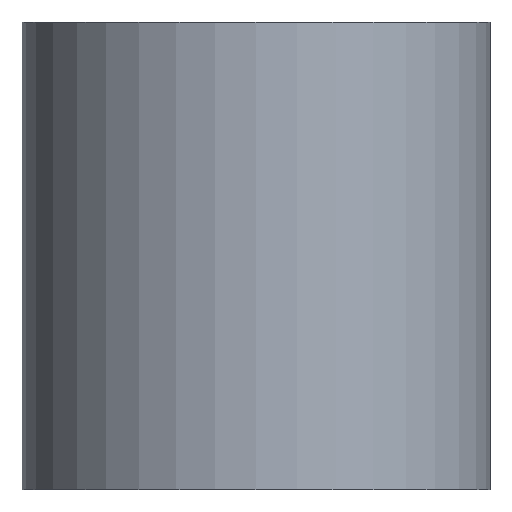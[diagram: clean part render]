
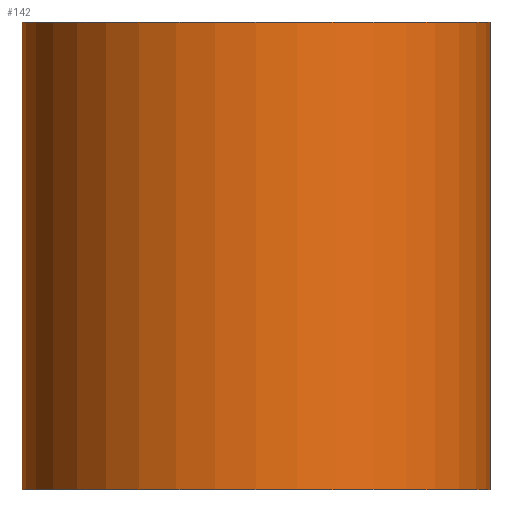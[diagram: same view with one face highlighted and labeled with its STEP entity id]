
A CAD part, front view. The second image highlights one B-rep face of the part: STEP entity #142.
In plain terms, the highlighted cylindrical face has radius 12.5 mm (diameter 25 mm), a partial arc.
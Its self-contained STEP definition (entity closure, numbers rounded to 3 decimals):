
#2 = CARTESIAN_POINT ( 'NONE',  ( 0., 0., 12.5 ) ) ;
#7 = EDGE_CURVE ( 'NONE', #297, #8, #120, .T. ) ;
#8 = VERTEX_POINT ( 'NONE', #230 ) ;
#11 = ORIENTED_EDGE ( 'NONE', *, *, #110, .F. ) ;
#14 = CYLINDRICAL_SURFACE ( 'NONE', #178, 12.5 ) ;
#22 = DIRECTION ( 'NONE',  ( -1., 0., 0. ) ) ;
#23 = DIRECTION ( 'NONE',  ( 0., 0., -1. ) ) ;
#34 = LINE ( 'NONE', #64, #355 ) ;
#44 = VERTEX_POINT ( 'NONE', #47 ) ;
#47 = CARTESIAN_POINT ( 'NONE',  ( -12.5, 0., 12.5 ) ) ;
#49 = DIRECTION ( 'NONE',  ( 0., 0., 1. ) ) ;
#64 = CARTESIAN_POINT ( 'NONE',  ( 12.5, 0., -12.5 ) ) ;
#69 = EDGE_LOOP ( 'NONE', ( #11, #370, #260, #313 ) ) ;
#78 = DIRECTION ( 'NONE',  ( 0., 0., 1. ) ) ;
#110 = EDGE_CURVE ( 'NONE', #297, #44, #191, .T. ) ;
#120 = CIRCLE ( 'NONE', #305, 12.5 ) ;
#122 = DIRECTION ( 'NONE',  ( 0., 0., 1. ) ) ;
#127 = CARTESIAN_POINT ( 'NONE',  ( -12.5, 0., -12.5 ) ) ;
#142 = ADVANCED_FACE ( 'NONE', ( #269 ), #14, .T. ) ;
#143 = DIRECTION ( 'NONE',  ( -1., 0., 0. ) ) ;
#178 = AXIS2_PLACEMENT_3D ( 'NONE', #377, #23, #143 ) ;
#191 = LINE ( 'NONE', #199, #361 ) ;
#199 = CARTESIAN_POINT ( 'NONE',  ( -12.5, 0., -12.5 ) ) ;
#202 = AXIS2_PLACEMENT_3D ( 'NONE', #2, #122, #274 ) ;
#230 = CARTESIAN_POINT ( 'NONE',  ( 12.5, 0., -12.5 ) ) ;
#242 = CIRCLE ( 'NONE', #202, 12.5 ) ;
#243 = EDGE_CURVE ( 'NONE', #44, #285, #242, .T. ) ;
#250 = DIRECTION ( 'NONE',  ( 0., 0., -1. ) ) ;
#260 = ORIENTED_EDGE ( 'NONE', *, *, #333, .F. ) ;
#266 = CARTESIAN_POINT ( 'NONE',  ( 0., 0., -12.5 ) ) ;
#269 = FACE_OUTER_BOUND ( 'NONE', #69, .T. ) ;
#274 = DIRECTION ( 'NONE',  ( -1., 0., 0. ) ) ;
#285 = VERTEX_POINT ( 'NONE', #289 ) ;
#289 = CARTESIAN_POINT ( 'NONE',  ( 12.5, 0., 12.5 ) ) ;
#297 = VERTEX_POINT ( 'NONE', #127 ) ;
#305 = AXIS2_PLACEMENT_3D ( 'NONE', #266, #78, #22 ) ;
#313 = ORIENTED_EDGE ( 'NONE', *, *, #243, .F. ) ;
#333 = EDGE_CURVE ( 'NONE', #285, #8, #34, .T. ) ;
#355 = VECTOR ( 'NONE', #250, 1000. ) ;
#361 = VECTOR ( 'NONE', #49, 1000. ) ;
#370 = ORIENTED_EDGE ( 'NONE', *, *, #7, .T. ) ;
#377 = CARTESIAN_POINT ( 'NONE',  ( 0., 0., 12.5 ) ) ;
